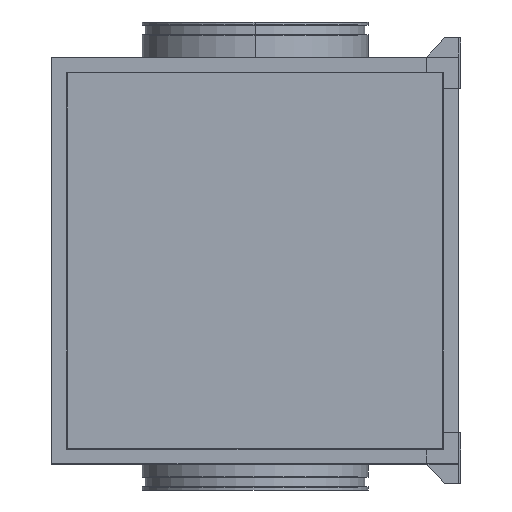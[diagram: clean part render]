
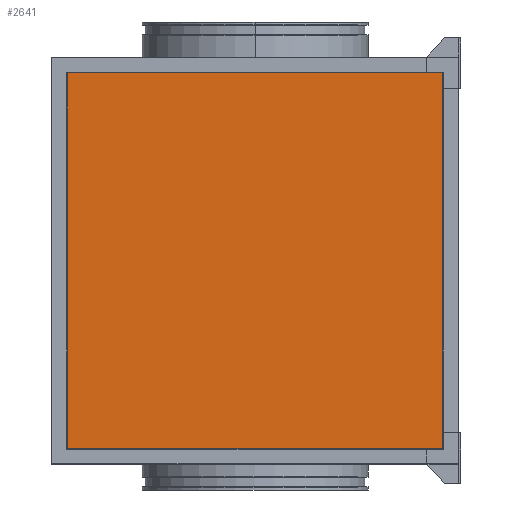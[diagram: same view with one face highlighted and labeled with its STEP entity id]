
A CAD part, left-side view. The second image highlights one B-rep face of the part: STEP entity #2641.
In plain terms, the highlighted planar face has unit normal (-1, 0, 0).
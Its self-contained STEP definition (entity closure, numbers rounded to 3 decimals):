
#2579 = VERTEX_POINT ( 'NONE', #5368 ) ;
#2592 = VERTEX_POINT ( 'NONE', #5408 ) ;
#2602 = EDGE_CURVE ( 'NONE', #2592, #2612, #5397, .T. ) ;
#2609 = VERTEX_POINT ( 'NONE', #5445 ) ;
#2611 = EDGE_CURVE ( 'NONE', #2612, #2609, #5444, .T. ) ;
#2612 = VERTEX_POINT ( 'NONE', #5440 ) ;
#2639 = EDGE_CURVE ( 'NONE', #2609, #2579, #5472, .T. ) ;
#2641 = ADVANCED_FACE ( 'NONE', ( #5465 ), #5463, .T. ) ;
#2642 = EDGE_LOOP ( 'NONE', ( #2643, #2644, #2645, #2646 ) ) ;
#2643 = ORIENTED_EDGE ( 'NONE', *, *, #2611, .T. ) ;
#2644 = ORIENTED_EDGE ( 'NONE', *, *, #2639, .T. ) ;
#2645 = ORIENTED_EDGE ( 'NONE', *, *, #2652, .T. ) ;
#2646 = ORIENTED_EDGE ( 'NONE', *, *, #2602, .T. ) ;
#2652 = EDGE_CURVE ( 'NONE', #2579, #2592, #5513, .T. ) ;
#5368 = CARTESIAN_POINT ( 'NONE',  ( -317., -295., -295. ) ) ;
#5394 = DIRECTION ( 'NONE',  ( 0., 1., 0. ) ) ;
#5395 = VECTOR ( 'NONE', #5394, 1000. ) ;
#5396 = CARTESIAN_POINT ( 'NONE',  ( -317., -295., 295. ) ) ;
#5397 = LINE ( 'NONE', #5396, #5395 ) ;
#5408 = CARTESIAN_POINT ( 'NONE',  ( -317., -295., 295. ) ) ;
#5440 = CARTESIAN_POINT ( 'NONE',  ( -317., 295., 295. ) ) ;
#5441 = DIRECTION ( 'NONE',  ( 0., 0., -1. ) ) ;
#5442 = VECTOR ( 'NONE', #5441, 1000. ) ;
#5443 = CARTESIAN_POINT ( 'NONE',  ( -317., 295., 295. ) ) ;
#5444 = LINE ( 'NONE', #5443, #5442 ) ;
#5445 = CARTESIAN_POINT ( 'NONE',  ( -317., 295., -295. ) ) ;
#5459 = DIRECTION ( 'NONE',  ( 0., -1., 0. ) ) ;
#5460 = DIRECTION ( 'NONE',  ( -1., 0., 0. ) ) ;
#5461 = CARTESIAN_POINT ( 'NONE',  ( -317., 295., -295. ) ) ;
#5462 = AXIS2_PLACEMENT_3D ( 'NONE', #5461, #5460, #5459 ) ;
#5463 = PLANE ( 'NONE',  #5462 ) ;
#5465 = FACE_OUTER_BOUND ( 'NONE', #2642, .T. ) ;
#5466 = DIRECTION ( 'NONE',  ( 0., -1., 0. ) ) ;
#5467 = VECTOR ( 'NONE', #5466, 1000. ) ;
#5468 = CARTESIAN_POINT ( 'NONE',  ( -317., 295., -295. ) ) ;
#5472 = LINE ( 'NONE', #5468, #5467 ) ;
#5510 = DIRECTION ( 'NONE',  ( 0., 0., 1. ) ) ;
#5511 = VECTOR ( 'NONE', #5510, 1000. ) ;
#5512 = CARTESIAN_POINT ( 'NONE',  ( -317., -295., -295. ) ) ;
#5513 = LINE ( 'NONE', #5512, #5511 ) ;
